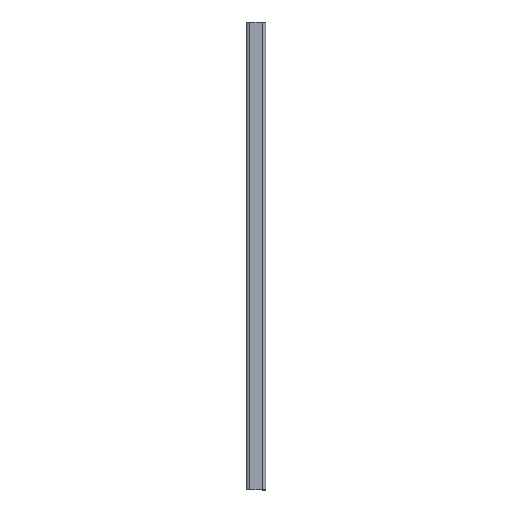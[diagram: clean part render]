
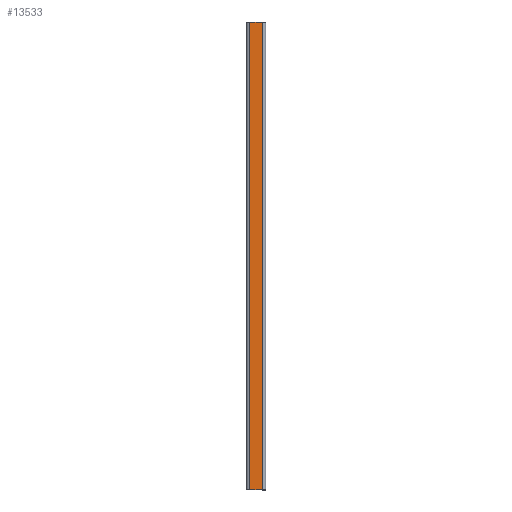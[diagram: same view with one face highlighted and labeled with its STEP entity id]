
A CAD part, left-side view. The second image highlights one B-rep face of the part: STEP entity #13533.
In plain terms, the highlighted planar face has unit normal (-1, 0, 0).
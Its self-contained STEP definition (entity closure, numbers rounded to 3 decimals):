
#130 = ORIENTED_EDGE ( 'NONE', *, *, #20404, .T. ) ;
#192 = CARTESIAN_POINT ( 'NONE',  ( -20.5, 0., -250. ) ) ;
#3085 = DIRECTION ( 'NONE',  ( 0., 0., 1. ) ) ;
#3484 = DIRECTION ( 'NONE',  ( 0., 1., 0. ) ) ;
#3621 = VERTEX_POINT ( 'NONE', #21901 ) ;
#4619 = EDGE_CURVE ( 'NONE', #22155, #16337, #20524, .T. ) ;
#5285 = FACE_OUTER_BOUND ( 'NONE', #19796, .T. ) ;
#6497 = PLANE ( 'NONE',  #28034 ) ;
#6608 = LINE ( 'NONE', #16785, #24807 ) ;
#7652 = CARTESIAN_POINT ( 'NONE',  ( -20.5, 0., -500. ) ) ;
#8576 = VERTEX_POINT ( 'NONE', #27648 ) ;
#8938 = VECTOR ( 'NONE', #27422, 1000. ) ;
#9048 = EDGE_CURVE ( 'NONE', #3621, #22155, #26807, .T. ) ;
#10949 = DIRECTION ( 'NONE',  ( 0., 0., -1. ) ) ;
#11040 = DIRECTION ( 'NONE',  ( 1., 0., 0. ) ) ;
#11576 = CARTESIAN_POINT ( 'NONE',  ( -20.5, 17.25, 0. ) ) ;
#12668 = CARTESIAN_POINT ( 'NONE',  ( -20.5, 3.75, -250. ) ) ;
#13533 = ADVANCED_FACE ( 'NONE', ( #5285 ), #6497, .F. ) ;
#16093 = VECTOR ( 'NONE', #3085, 1000. ) ;
#16293 = CARTESIAN_POINT ( 'NONE',  ( -20.5, 17.25, -250. ) ) ;
#16337 = VERTEX_POINT ( 'NONE', #11576 ) ;
#16604 = EDGE_CURVE ( 'NONE', #8576, #16337, #6608, .T. ) ;
#16785 = CARTESIAN_POINT ( 'NONE',  ( -20.5, 0., 0. ) ) ;
#19083 = LINE ( 'NONE', #12668, #26322 ) ;
#19548 = ORIENTED_EDGE ( 'NONE', *, *, #16604, .T. ) ;
#19796 = EDGE_LOOP ( 'NONE', ( #19548, #20204, #21216, #130 ) ) ;
#20204 = ORIENTED_EDGE ( 'NONE', *, *, #4619, .F. ) ;
#20404 = EDGE_CURVE ( 'NONE', #3621, #8576, #19083, .T. ) ;
#20524 = LINE ( 'NONE', #16293, #16093 ) ;
#21216 = ORIENTED_EDGE ( 'NONE', *, *, #9048, .F. ) ;
#21901 = CARTESIAN_POINT ( 'NONE',  ( -20.5, 3.75, -500. ) ) ;
#22155 = VERTEX_POINT ( 'NONE', #26372 ) ;
#24807 = VECTOR ( 'NONE', #3484, 1000. ) ;
#25802 = DIRECTION ( 'NONE',  ( 0., 0., 1. ) ) ;
#26322 = VECTOR ( 'NONE', #25802, 1000. ) ;
#26372 = CARTESIAN_POINT ( 'NONE',  ( -20.5, 17.25, -500. ) ) ;
#26807 = LINE ( 'NONE', #7652, #8938 ) ;
#27422 = DIRECTION ( 'NONE',  ( 0., 1., 0. ) ) ;
#27648 = CARTESIAN_POINT ( 'NONE',  ( -20.5, 3.75, 0. ) ) ;
#28034 = AXIS2_PLACEMENT_3D ( 'NONE', #192, #11040, #10949 ) ;
